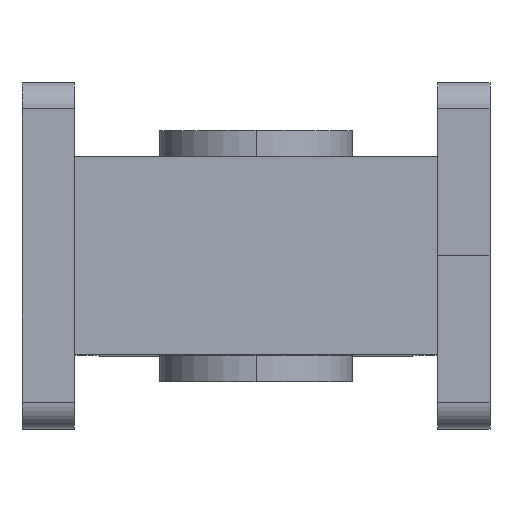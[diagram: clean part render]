
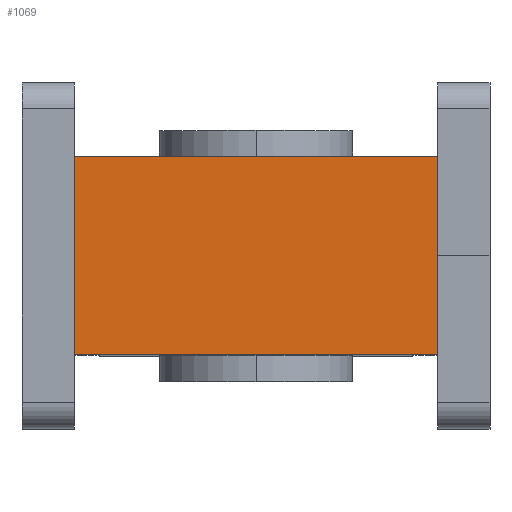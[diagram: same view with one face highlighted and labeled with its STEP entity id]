
A CAD part, top view. The second image highlights one B-rep face of the part: STEP entity #1069.
In plain terms, the highlighted planar face has unit normal (0, 0, 1).
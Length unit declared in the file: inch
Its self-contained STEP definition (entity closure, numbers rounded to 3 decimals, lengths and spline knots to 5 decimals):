
#62 = CARTESIAN_POINT ( 'NONE',  ( -0.68898, -0.375, 0.58386 ) ) ;
#218 = CARTESIAN_POINT ( 'NONE',  ( 0.68898, 0.375, 0.58386 ) ) ;
#604 = CARTESIAN_POINT ( 'NONE',  ( -0.68898, 0.375, 0.58386 ) ) ;
#636 = LINE ( 'NONE', #218, #659 ) ;
#659 = VECTOR ( 'NONE', #1232, 39.37008 ) ;
#716 = ORIENTED_EDGE ( 'NONE', *, *, #2648, .T. ) ;
#739 = CARTESIAN_POINT ( 'NONE',  ( -0.68898, 0.375, 0.58386 ) ) ;
#840 = DIRECTION ( 'NONE',  ( 0., -1., 0. ) ) ;
#857 = FACE_OUTER_BOUND ( 'NONE', #2337, .T. ) ;
#904 = LINE ( 'NONE', #1112, #1603 ) ;
#1069 = ADVANCED_FACE ( 'NONE', ( #857 ), #1885, .F. ) ;
#1112 = CARTESIAN_POINT ( 'NONE',  ( 2.13761, 0.375, 0.58386 ) ) ;
#1214 = ORIENTED_EDGE ( 'NONE', *, *, #1452, .T. ) ;
#1232 = DIRECTION ( 'NONE',  ( 0., 1., 0. ) ) ;
#1438 = VECTOR ( 'NONE', #840, 39.37008 ) ;
#1452 = EDGE_CURVE ( 'NONE', #2309, #2139, #2492, .T. ) ;
#1603 = VECTOR ( 'NONE', #1743, 39.37008 ) ;
#1614 = EDGE_CURVE ( 'NONE', #2011, #2409, #636, .T. ) ;
#1680 = DIRECTION ( 'NONE',  ( -1., 0., 0. ) ) ;
#1743 = DIRECTION ( 'NONE',  ( -1., 0., 0. ) ) ;
#1879 = CARTESIAN_POINT ( 'NONE',  ( 0.68898, 0.375, 0.58386 ) ) ;
#1885 = PLANE ( 'NONE',  #2571 ) ;
#1914 = CARTESIAN_POINT ( 'NONE',  ( 2.13761, 0.375, 0.58386 ) ) ;
#2011 = VERTEX_POINT ( 'NONE', #2669 ) ;
#2085 = CARTESIAN_POINT ( 'NONE',  ( 2.13761, -0.375, 0.58386 ) ) ;
#2139 = VERTEX_POINT ( 'NONE', #62 ) ;
#2274 = DIRECTION ( 'NONE',  ( -1., 0., 0. ) ) ;
#2309 = VERTEX_POINT ( 'NONE', #739 ) ;
#2316 = LINE ( 'NONE', #2085, #2567 ) ;
#2327 = ORIENTED_EDGE ( 'NONE', *, *, #1614, .T. ) ;
#2337 = EDGE_LOOP ( 'NONE', ( #1214, #2375, #2327, #716 ) ) ;
#2375 = ORIENTED_EDGE ( 'NONE', *, *, #2486, .F. ) ;
#2409 = VERTEX_POINT ( 'NONE', #1879 ) ;
#2486 = EDGE_CURVE ( 'NONE', #2011, #2139, #2316, .T. ) ;
#2492 = LINE ( 'NONE', #604, #1438 ) ;
#2567 = VECTOR ( 'NONE', #2274, 39.37008 ) ;
#2571 = AXIS2_PLACEMENT_3D ( 'NONE', #1914, #2680, #1680 ) ;
#2648 = EDGE_CURVE ( 'NONE', #2409, #2309, #904, .T. ) ;
#2669 = CARTESIAN_POINT ( 'NONE',  ( 0.68898, -0.375, 0.58386 ) ) ;
#2680 = DIRECTION ( 'NONE',  ( 0., 0., -1. ) ) ;
